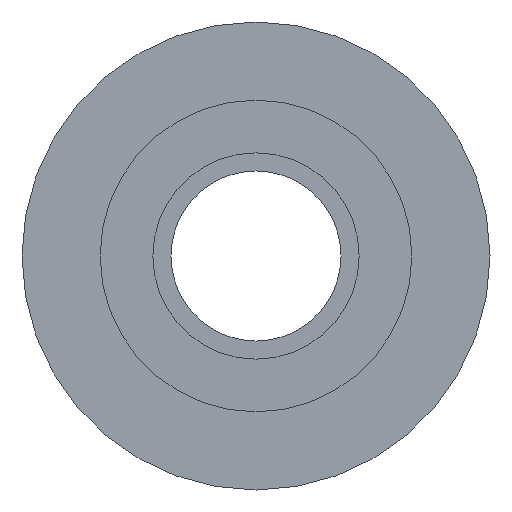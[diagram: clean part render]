
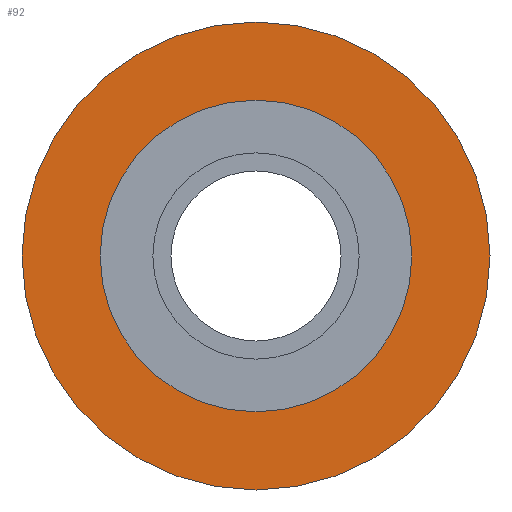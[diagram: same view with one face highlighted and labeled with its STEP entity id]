
A CAD part, left-side view. The second image highlights one B-rep face of the part: STEP entity #92.
In plain terms, the highlighted planar face has unit normal (-1, 0, 0).
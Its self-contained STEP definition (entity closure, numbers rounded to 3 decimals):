
#92 = ADVANCED_FACE( '', ( #133, #134 ), #135, .T. );
#133 = FACE_BOUND( '', #175, .T. );
#134 = FACE_OUTER_BOUND( '', #176, .T. );
#135 = PLANE( '', #177 );
#175 = EDGE_LOOP( '', ( #297, #298 ) );
#176 = EDGE_LOOP( '', ( #299, #300 ) );
#177 = AXIS2_PLACEMENT_3D( '', #301, #302, #303 );
#297 = ORIENTED_EDGE( '', *, *, #328, .F. );
#298 = ORIENTED_EDGE( '', *, *, #327, .F. );
#299 = ORIENTED_EDGE( '', *, *, #307, .T. );
#300 = ORIENTED_EDGE( '', *, *, #339, .T. );
#301 = CARTESIAN_POINT( '', ( -3.5, 9.163, 0. ) );
#302 = DIRECTION( '', ( -1., 0., 0. ) );
#303 = DIRECTION( '', ( 0., 1., 0. ) );
#307 = EDGE_CURVE( '', #341, #345, #347, .T. );
#327 = EDGE_CURVE( '', #385, #381, #387, .T. );
#328 = EDGE_CURVE( '', #381, #385, #388, .T. );
#339 = EDGE_CURVE( '', #345, #341, #399, .T. );
#341 = VERTEX_POINT( '', #401 );
#345 = VERTEX_POINT( '', #406 );
#347 = CIRCLE( '', #409, 11. );
#381 = VERTEX_POINT( '', #451 );
#385 = VERTEX_POINT( '', #456 );
#387 = CIRCLE( '', #459, 7.325 );
#388 = CIRCLE( '', #460, 7.325 );
#399 = CIRCLE( '', #471, 11. );
#401 = CARTESIAN_POINT( '', ( -3.5, 11., 0. ) );
#406 = CARTESIAN_POINT( '', ( -3.5, -11., 0. ) );
#409 = AXIS2_PLACEMENT_3D( '', #477, #478, #479 );
#451 = CARTESIAN_POINT( '', ( -3.5, 7.325, 0. ) );
#456 = CARTESIAN_POINT( '', ( -3.5, -7.325, 0. ) );
#459 = AXIS2_PLACEMENT_3D( '', #517, #518, #519 );
#460 = AXIS2_PLACEMENT_3D( '', #520, #521, #522 );
#471 = AXIS2_PLACEMENT_3D( '', #553, #554, #555 );
#477 = CARTESIAN_POINT( '', ( -3.5, 0., 0. ) );
#478 = DIRECTION( '', ( -1., 0., 0. ) );
#479 = DIRECTION( '', ( 0., 1., 0. ) );
#517 = CARTESIAN_POINT( '', ( -3.5, 0., 0. ) );
#518 = DIRECTION( '', ( -1., 0., 0. ) );
#519 = DIRECTION( '', ( 0., 1., 0. ) );
#520 = CARTESIAN_POINT( '', ( -3.5, 0., 0. ) );
#521 = DIRECTION( '', ( -1., 0., 0. ) );
#522 = DIRECTION( '', ( 0., 1., 0. ) );
#553 = CARTESIAN_POINT( '', ( -3.5, 0., 0. ) );
#554 = DIRECTION( '', ( -1., 0., 0. ) );
#555 = DIRECTION( '', ( 0., 1., 0. ) );
